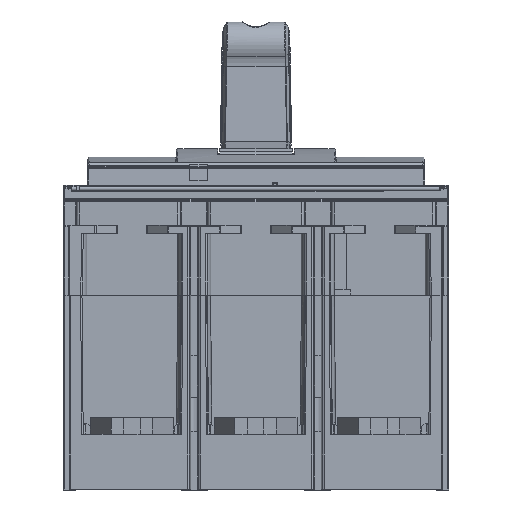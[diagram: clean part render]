
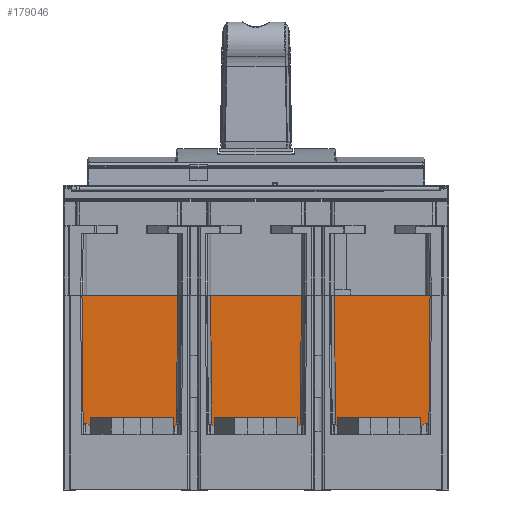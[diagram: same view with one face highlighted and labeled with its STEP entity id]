
A CAD part, front view. The second image highlights one B-rep face of the part: STEP entity #179046.
In plain terms, the highlighted planar face has unit normal (0, -1, 0).
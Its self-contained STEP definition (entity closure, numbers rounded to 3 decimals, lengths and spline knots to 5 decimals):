
#102070=DIRECTION('',(1.,0.,0.));
#102071=VECTOR('',#102070,0.00034);
#102072=CARTESIAN_POINT('',(0.03246,-0.09797,0.2389));
#102073=LINE('',#102072,#102071);
#102077=DIRECTION('',(1.,0.,0.));
#102078=VECTOR('',#102077,0.03259);
#102079=CARTESIAN_POINT('',(-0.00013,-0.09797,0.2389));
#102080=LINE('',#102079,#102078);
#102084=DIRECTION('',(0.011,0.,-1.));
#102085=VECTOR('',#102084,0.048);
#102086=CARTESIAN_POINT('',(-0.00064,-0.09797,0.2869));
#102087=LINE('',#102086,#102085);
#102091=DIRECTION('',(1.,0.,0.));
#102092=VECTOR('',#102091,0.0086);
#102093=CARTESIAN_POINT('',(-0.00925,-0.09797,0.2869));
#102094=LINE('',#102093,#102092);
#102098=DIRECTION('',(0.011,0.,1.));
#102099=VECTOR('',#102098,0.048);
#102100=CARTESIAN_POINT('',(-0.00976,-0.09797,0.2389));
#102101=LINE('',#102100,#102099);
#102105=DIRECTION('',(1.,0.,0.));
#102106=VECTOR('',#102105,0.00278);
#102107=CARTESIAN_POINT('',(-0.01254,-0.09797,0.2389));
#102108=LINE('',#102107,#102106);
#102112=DIRECTION('',(1.,0.,0.));
#102113=VECTOR('',#102112,0.03259);
#102114=CARTESIAN_POINT('',(-0.04513,-0.09797,0.2389));
#102115=LINE('',#102114,#102113);
#102119=DIRECTION('',(0.011,0.,-1.));
#102120=VECTOR('',#102119,0.048);
#102121=CARTESIAN_POINT('',(-0.04564,-0.09797,0.2869));
#102122=LINE('',#102121,#102120);
#102126=DIRECTION('',(1.,0.,0.));
#102127=VECTOR('',#102126,0.0086);
#102128=CARTESIAN_POINT('',(-0.05425,-0.09797,0.2869));
#102129=LINE('',#102128,#102127);
#102133=DIRECTION('',(0.011,0.,1.));
#102134=VECTOR('',#102133,0.048);
#102135=CARTESIAN_POINT('',(-0.05476,-0.09797,0.2389));
#102136=LINE('',#102135,#102134);
#102140=DIRECTION('',(1.,0.,0.));
#102141=VECTOR('',#102140,0.00278);
#102142=CARTESIAN_POINT('',(-0.05754,-0.09797,0.2389));
#102143=LINE('',#102142,#102141);
#102147=DIRECTION('',(1.,0.,0.));
#102148=VECTOR('',#102147,0.03016);
#102149=CARTESIAN_POINT('',(-0.0877,-0.09797,0.2389));
#102150=LINE('',#102149,#102148);
#102154=DIRECTION('',(0.,0.,-1.));
#102155=VECTOR('',#102154,0.00281);
#102156=CARTESIAN_POINT('',(-0.0877,-0.09797,
0.24171));
#102157=LINE('',#102156,#102155);
#102161=DIRECTION('',(0.707,0.,
-0.707));
#102162=VECTOR('',#102161,0.00169);
#102163=CARTESIAN_POINT('',(-0.0889,-0.09797,0.2429));
#102164=LINE('',#102163,#102162);
#102168=DIRECTION('',(1.,0.,0.));
#102169=VECTOR('',#102168,0.00515);
#102170=CARTESIAN_POINT('',(-0.09405,-0.09797,0.2429));
#102171=LINE('',#102170,#102169);
#102175=DIRECTION('',(0.,0.,-1.));
#102176=VECTOR('',#102175,0.0438);
#102177=CARTESIAN_POINT('',(-0.09405,-0.09797,0.2867));
#102178=LINE('',#102177,#102176);
#102182=DIRECTION('',(1.,0.,0.));
#102183=VECTOR('',#102182,0.00031);
#102184=CARTESIAN_POINT('',(-0.09436,-0.09797,0.2867));
#102185=LINE('',#102184,#102183);
#102189=DIRECTION('',(-1.,0.,0.));
#102190=VECTOR('',#102189,0.13351);
#102191=CARTESIAN_POINT('',(0.03915,-0.09797,0.2894));
#102192=LINE('',#102191,#102190);
#102196=DIRECTION('',(0.,0.,1.));
#102197=VECTOR('',#102196,0.0465);
#102198=CARTESIAN_POINT('',(0.03915,-0.09797,0.2429));
#102199=LINE('',#102198,#102197);
#102203=DIRECTION('',(1.,0.,0.));
#102204=VECTOR('',#102203,0.00515);
#102205=CARTESIAN_POINT('',(0.034,-0.09797,0.2429));
#102206=LINE('',#102205,#102204);
#102210=DIRECTION('',(0.707,0.,0.707));
#102211=VECTOR('',#102210,0.0017);
#102212=CARTESIAN_POINT('',(0.0328,-0.09797,0.2417));
#102213=LINE('',#102212,#102211);
#102217=DIRECTION('',(0.,0.,1.));
#102218=VECTOR('',#102217,0.0028);
#102219=CARTESIAN_POINT('',(0.0328,-0.09797,0.2389));
#102220=LINE('',#102219,#102218);
#165867=DIRECTION('',(0.,0.,1.));
#165868=VECTOR('',#165867,0.0027);
#165869=CARTESIAN_POINT('',(-0.09436,-0.09797,0.2867));
#165870=LINE('',#165869,#165868);
#167982=CARTESIAN_POINT('',(0.034,-0.09797,0.2429));
#167984=VERTEX_POINT('',#167982);
#167988=CARTESIAN_POINT('',(0.03915,-0.09797,0.2429));
#167989=VERTEX_POINT('',#167988);
#167991=CARTESIAN_POINT('',(0.0328,-0.09797,0.2417));
#167993=VERTEX_POINT('',#167991);
#167994=CARTESIAN_POINT('',(0.0328,-0.09797,0.2389));
#167995=VERTEX_POINT('',#167994);
#168096=CARTESIAN_POINT('',(0.03915,-0.09797,0.2894));
#168098=VERTEX_POINT('',#168096);
#170410=CARTESIAN_POINT('',(-0.09405,-0.09797,0.2429));
#170411=CARTESIAN_POINT('',(-0.0889,-0.09797,0.2429));
#170412=VERTEX_POINT('',#170410);
#170413=VERTEX_POINT('',#170411);
#170414=CARTESIAN_POINT('',(-0.0877,-0.09797,
0.24171));
#170415=VERTEX_POINT('',#170414);
#170416=CARTESIAN_POINT('',(-0.09436,-0.09797,0.2867));
#170417=CARTESIAN_POINT('',(-0.09405,-0.09797,0.2867));
#170418=VERTEX_POINT('',#170416);
#170419=VERTEX_POINT('',#170417);
#170420=CARTESIAN_POINT('',(-0.0877,-0.09797,0.2389));
#170421=CARTESIAN_POINT('',(-0.05754,-0.09797,0.2389));
#170422=VERTEX_POINT('',#170420);
#170423=VERTEX_POINT('',#170421);
#170424=CARTESIAN_POINT('',(-0.00925,-0.09797,0.2869));
#170425=CARTESIAN_POINT('',(-0.00064,-0.09797,0.2869));
#170426=VERTEX_POINT('',#170424);
#170427=VERTEX_POINT('',#170425);
#170448=CARTESIAN_POINT('',(-0.05476,-0.09797,0.2389));
#170449=VERTEX_POINT('',#170448);
#174920=CARTESIAN_POINT('',(-0.00013,-0.09797,0.2389));
#174921=CARTESIAN_POINT('',(0.03246,-0.09797,0.2389));
#174922=VERTEX_POINT('',#174920);
#174923=VERTEX_POINT('',#174921);
#175213=CARTESIAN_POINT('',(-0.00976,-0.09797,0.2389));
#175214=VERTEX_POINT('',#175213);
#175385=CARTESIAN_POINT('',(-0.05425,-0.09797,0.2869));
#175386=VERTEX_POINT('',#175385);
#175387=CARTESIAN_POINT('',(-0.04564,-0.09797,0.2869));
#175388=CARTESIAN_POINT('',(-0.04513,-0.09797,0.2389));
#175389=VERTEX_POINT('',#175387);
#175390=VERTEX_POINT('',#175388);
#175517=CARTESIAN_POINT('',(-0.09436,-0.09797,0.2894));
#175518=VERTEX_POINT('',#175517);
#175793=CARTESIAN_POINT('',(-0.01254,-0.09797,0.2389));
#175795=VERTEX_POINT('',#175793);
#178995=CARTESIAN_POINT('',(0.0023,-0.09797,0.2389));
#178996=DIRECTION('',(0.,-1.,0.));
#178997=DIRECTION('',(0.,0.,-1.));
#178998=AXIS2_PLACEMENT_3D('',#178995,#178996,#178997);
#178999=PLANE('',#178998);
#179000=ORIENTED_EDGE('',*,*,#178961,.F.);
#179002=ORIENTED_EDGE('',*,*,#179001,.F.);
#179004=ORIENTED_EDGE('',*,*,#179003,.F.);
#179006=ORIENTED_EDGE('',*,*,#179005,.F.);
#179008=ORIENTED_EDGE('',*,*,#179007,.F.);
#179010=ORIENTED_EDGE('',*,*,#179009,.F.);
#179012=ORIENTED_EDGE('',*,*,#179011,.F.);
#179014=ORIENTED_EDGE('',*,*,#179013,.F.);
#179016=ORIENTED_EDGE('',*,*,#179015,.F.);
#179018=ORIENTED_EDGE('',*,*,#179017,.F.);
#179020=ORIENTED_EDGE('',*,*,#179019,.F.);
#179022=ORIENTED_EDGE('',*,*,#179021,.F.);
#179024=ORIENTED_EDGE('',*,*,#179023,.F.);
#179026=ORIENTED_EDGE('',*,*,#179025,.F.);
#179028=ORIENTED_EDGE('',*,*,#179027,.F.);
#179030=ORIENTED_EDGE('',*,*,#179029,.F.);
#179032=ORIENTED_EDGE('',*,*,#179031,.F.);
#179034=ORIENTED_EDGE('',*,*,#179033,.T.);
#179036=ORIENTED_EDGE('',*,*,#179035,.F.);
#179038=ORIENTED_EDGE('',*,*,#179037,.F.);
#179040=ORIENTED_EDGE('',*,*,#179039,.F.);
#179042=ORIENTED_EDGE('',*,*,#179041,.F.);
#179043=ORIENTED_EDGE('',*,*,#178978,.F.);
#179044=EDGE_LOOP('',(#179000,#179002,#179004,#179006,#179008,#179010,#179012,
#179014,#179016,#179018,#179020,#179022,#179024,#179026,#179028,#179030,#179032,
#179034,#179036,#179038,#179040,#179042,#179043));
#179045=FACE_OUTER_BOUND('',#179044,.F.);
#178961=EDGE_CURVE('',#174923,#167995,#102073,.T.);
#178978=EDGE_CURVE('',#167995,#167993,#102220,.T.);
#179001=EDGE_CURVE('',#174922,#174923,#102080,.T.);
#179003=EDGE_CURVE('',#170427,#174922,#102087,.T.);
#179005=EDGE_CURVE('',#170426,#170427,#102094,.T.);
#179007=EDGE_CURVE('',#175214,#170426,#102101,.T.);
#179009=EDGE_CURVE('',#175795,#175214,#102108,.T.);
#179011=EDGE_CURVE('',#175390,#175795,#102115,.T.);
#179013=EDGE_CURVE('',#175389,#175390,#102122,.T.);
#179015=EDGE_CURVE('',#175386,#175389,#102129,.T.);
#179017=EDGE_CURVE('',#170449,#175386,#102136,.T.);
#179019=EDGE_CURVE('',#170423,#170449,#102143,.T.);
#179021=EDGE_CURVE('',#170422,#170423,#102150,.T.);
#179023=EDGE_CURVE('',#170415,#170422,#102157,.T.);
#179025=EDGE_CURVE('',#170413,#170415,#102164,.T.);
#179027=EDGE_CURVE('',#170412,#170413,#102171,.T.);
#179029=EDGE_CURVE('',#170419,#170412,#102178,.T.);
#179031=EDGE_CURVE('',#170418,#170419,#102185,.T.);
#179033=EDGE_CURVE('',#170418,#175518,#165870,.T.);
#179035=EDGE_CURVE('',#168098,#175518,#102192,.T.);
#179037=EDGE_CURVE('',#167989,#168098,#102199,.T.);
#179039=EDGE_CURVE('',#167984,#167989,#102206,.T.);
#179041=EDGE_CURVE('',#167993,#167984,#102213,.T.);
#179046=ADVANCED_FACE('',(#179045),#178999,.T.);
